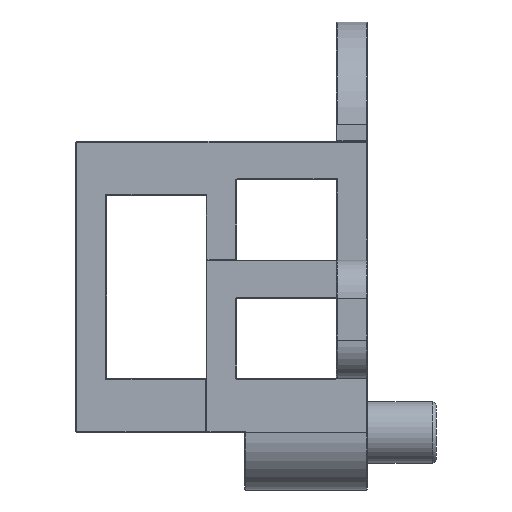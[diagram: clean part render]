
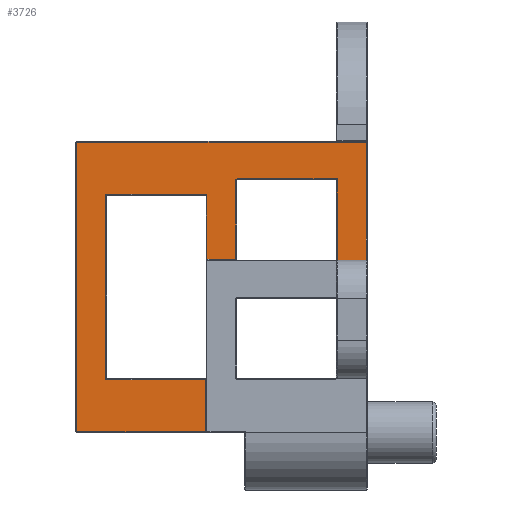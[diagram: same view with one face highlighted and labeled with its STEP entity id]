
A CAD part, left-side view. The second image highlights one B-rep face of the part: STEP entity #3726.
In plain terms, the highlighted planar face has unit normal (-1, 0, 0).
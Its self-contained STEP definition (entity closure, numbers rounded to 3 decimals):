
#82 = VECTOR ( 'NONE', #4790, 1000. ) ;
#118 = ORIENTED_EDGE ( 'NONE', *, *, #7259, .T. ) ;
#315 = ORIENTED_EDGE ( 'NONE', *, *, #8327, .T. ) ;
#471 = CIRCLE ( 'NONE', #8548, 0.2 ) ;
#643 = DIRECTION ( 'NONE',  ( 0., 0., 1. ) ) ;
#747 = CARTESIAN_POINT ( 'NONE',  ( -3.058, 15., -62.064 ) ) ;
#931 = ORIENTED_EDGE ( 'NONE', *, *, #7698, .F. ) ;
#1100 = EDGE_CURVE ( 'NONE', #4008, #6808, #10682, .T. ) ;
#1131 = CARTESIAN_POINT ( 'NONE',  ( -3.058, 15., -55.264 ) ) ;
#1324 = ORIENTED_EDGE ( 'NONE', *, *, #10242, .T. ) ;
#1394 = VECTOR ( 'NONE', #7938, 1000. ) ;
#1460 = CARTESIAN_POINT ( 'NONE',  ( -3.058, 15., -29.064 ) ) ;
#1504 = DIRECTION ( 'NONE',  ( 0., -1., 0. ) ) ;
#1550 = ORIENTED_EDGE ( 'NONE', *, *, #9352, .T. ) ;
#1579 = VECTOR ( 'NONE', #12288, 1000. ) ;
#1730 = DIRECTION ( 'NONE',  ( -1., 0., 0. ) ) ;
#1742 = EDGE_CURVE ( 'NONE', #6604, #7570, #7961, .T. ) ;
#1805 = VECTOR ( 'NONE', #8599, 1000. ) ;
#2013 = CARTESIAN_POINT ( 'NONE',  ( -3.058, 31.9, -62.064 ) ) ;
#2039 = VERTEX_POINT ( 'NONE', #6272 ) ;
#2152 = LINE ( 'NONE', #4000, #12076 ) ;
#2358 = VECTOR ( 'NONE', #4283, 1000. ) ;
#2365 = CARTESIAN_POINT ( 'NONE',  ( -3.058, -2.1, -29.064 ) ) ;
#2424 = CARTESIAN_POINT ( 'NONE',  ( -3.058, 11.136, -29.264 ) ) ;
#2466 = VECTOR ( 'NONE', #5771, 1000. ) ;
#2533 = EDGE_CURVE ( 'NONE', #6243, #8360, #11371, .T. ) ;
#2546 = VERTEX_POINT ( 'NONE', #3653 ) ;
#2856 = EDGE_CURVE ( 'NONE', #2039, #9958, #12099, .T. ) ;
#2874 = CARTESIAN_POINT ( 'NONE',  ( -3.058, 14.9, -39.564 ) ) ;
#2945 = DIRECTION ( 'NONE',  ( -1., 0., 0. ) ) ;
#2970 = VERTEX_POINT ( 'NONE', #3942 ) ;
#2979 = DIRECTION ( 'NONE',  ( 0., -1., 0. ) ) ;
#3116 = VECTOR ( 'NONE', #5040, 1000. ) ;
#3130 = VERTEX_POINT ( 'NONE', #9739 ) ;
#3266 = EDGE_CURVE ( 'NONE', #2970, #4008, #6955, .T. ) ;
#3408 = CARTESIAN_POINT ( 'NONE',  ( -3.058, 31.9, -62.164 ) ) ;
#3516 = EDGE_CURVE ( 'NONE', #2546, #4088, #2152, .T. ) ;
#3598 = AXIS2_PLACEMENT_3D ( 'NONE', #9307, #9487, #11331 ) ;
#3653 = CARTESIAN_POINT ( 'NONE',  ( -3.058, 28.1, -31.064 ) ) ;
#3726 = ADVANCED_FACE ( 'NONE', ( #7418 ), #10443, .F. ) ;
#3832 = VERTEX_POINT ( 'NONE', #9546 ) ;
#3866 = CARTESIAN_POINT ( 'NONE',  ( -3.058, 28.1, -55.264 ) ) ;
#3942 = CARTESIAN_POINT ( 'NONE',  ( -3.058, 14.9, -31.264 ) ) ;
#3953 = EDGE_CURVE ( 'NONE', #3832, #3130, #5422, .T. ) ;
#4000 = CARTESIAN_POINT ( 'NONE',  ( -3.058, 15., -31.064 ) ) ;
#4008 = VERTEX_POINT ( 'NONE', #2874 ) ;
#4078 = CARTESIAN_POINT ( 'NONE',  ( -3.058, 15.1, -31.064 ) ) ;
#4088 = VERTEX_POINT ( 'NONE', #4078 ) ;
#4283 = DIRECTION ( 'NONE',  ( 0., 0., 1. ) ) ;
#4316 = EDGE_CURVE ( 'NONE', #7570, #3832, #9440, .T. ) ;
#4425 = AXIS2_PLACEMENT_3D ( 'NONE', #6677, #1730, #7754 ) ;
#4476 = EDGE_LOOP ( 'NONE', ( #5642, #8025, #10518, #9792, #1550, #8182, #10193, #118, #8189, #315, #9830, #931, #5527, #6055, #1324, #9689 ) ) ;
#4633 = LINE ( 'NONE', #12471, #2466 ) ;
#4639 = EDGE_CURVE ( 'NONE', #2039, #6604, #10138, .T. ) ;
#4790 = DIRECTION ( 'NONE',  ( 0., 0.001, -1. ) ) ;
#4822 = CARTESIAN_POINT ( 'NONE',  ( -3.058, 15.1, -62.064 ) ) ;
#4973 = CARTESIAN_POINT ( 'NONE',  ( -3.058, -2.067, -55.186 ) ) ;
#5040 = DIRECTION ( 'NONE',  ( 0., -1., 0. ) ) ;
#5349 = CARTESIAN_POINT ( 'NONE',  ( -3.058, 11.136, -39.564 ) ) ;
#5422 = LINE ( 'NONE', #12189, #2358 ) ;
#5449 = LINE ( 'NONE', #9301, #8354 ) ;
#5527 = ORIENTED_EDGE ( 'NONE', *, *, #3266, .T. ) ;
#5560 = LINE ( 'NONE', #9224, #7854 ) ;
#5642 = ORIENTED_EDGE ( 'NONE', *, *, #4639, .T. ) ;
#5771 = DIRECTION ( 'NONE',  ( 0., 0., 1. ) ) ;
#6055 = ORIENTED_EDGE ( 'NONE', *, *, #1100, .T. ) ;
#6095 = LINE ( 'NONE', #7999, #1394 ) ;
#6183 = DIRECTION ( 'NONE',  ( 0., 0., -1. ) ) ;
#6243 = VERTEX_POINT ( 'NONE', #2013 ) ;
#6272 = CARTESIAN_POINT ( 'NONE',  ( -3.058, 10.936, -29.064 ) ) ;
#6604 = VERTEX_POINT ( 'NONE', #2365 ) ;
#6673 = CARTESIAN_POINT ( 'NONE',  ( -3.058, -1.987, -39.664 ) ) ;
#6677 = CARTESIAN_POINT ( 'NONE',  ( -3.058, 10.936, -29.264 ) ) ;
#6808 = VERTEX_POINT ( 'NONE', #5349 ) ;
#6955 = LINE ( 'NONE', #10814, #1805 ) ;
#7259 = EDGE_CURVE ( 'NONE', #8360, #12008, #5449, .T. ) ;
#7418 = FACE_OUTER_BOUND ( 'NONE', #4476, .T. ) ;
#7419 = DIRECTION ( 'NONE',  ( 0., -1., 0. ) ) ;
#7570 = VERTEX_POINT ( 'NONE', #8833 ) ;
#7648 = VECTOR ( 'NONE', #7419, 1000. ) ;
#7698 = EDGE_CURVE ( 'NONE', #2970, #4088, #471, .T. ) ;
#7754 = DIRECTION ( 'NONE',  ( 0., 0., -1. ) ) ;
#7845 = CARTESIAN_POINT ( 'NONE',  ( -3.058, 15.1, -55.264 ) ) ;
#7854 = VECTOR ( 'NONE', #11195, 1000. ) ;
#7938 = DIRECTION ( 'NONE',  ( 0., 0., 1. ) ) ;
#7961 = LINE ( 'NONE', #4973, #82 ) ;
#7999 = CARTESIAN_POINT ( 'NONE',  ( -3.058, 11.136, -55.164 ) ) ;
#8025 = ORIENTED_EDGE ( 'NONE', *, *, #1742, .T. ) ;
#8182 = ORIENTED_EDGE ( 'NONE', *, *, #9177, .T. ) ;
#8189 = ORIENTED_EDGE ( 'NONE', *, *, #12016, .T. ) ;
#8223 = LINE ( 'NONE', #3408, #9241 ) ;
#8327 = EDGE_CURVE ( 'NONE', #10521, #2546, #4633, .T. ) ;
#8354 = VECTOR ( 'NONE', #643, 1000. ) ;
#8360 = VERTEX_POINT ( 'NONE', #4822 ) ;
#8548 = AXIS2_PLACEMENT_3D ( 'NONE', #11620, #2945, #6183 ) ;
#8599 = DIRECTION ( 'NONE',  ( 0., 0., -1. ) ) ;
#8833 = CARTESIAN_POINT ( 'NONE',  ( -3.058, -2.087, -39.664 ) ) ;
#8842 = DIRECTION ( 'NONE',  ( 0., 1., 0. ) ) ;
#9146 = CARTESIAN_POINT ( 'NONE',  ( -3.058, 31.9, -24.264 ) ) ;
#9177 = EDGE_CURVE ( 'NONE', #12042, #6243, #8223, .T. ) ;
#9224 = CARTESIAN_POINT ( 'NONE',  ( -3.058, 15., -24.264 ) ) ;
#9241 = VECTOR ( 'NONE', #12071, 1000. ) ;
#9301 = CARTESIAN_POINT ( 'NONE',  ( -3.058, 15.1, -55.164 ) ) ;
#9307 = CARTESIAN_POINT ( 'NONE',  ( -3.058, 15., -55.164 ) ) ;
#9352 = EDGE_CURVE ( 'NONE', #3130, #12042, #5560, .T. ) ;
#9440 = LINE ( 'NONE', #6673, #1579 ) ;
#9487 = DIRECTION ( 'NONE',  ( 1., 0., 0. ) ) ;
#9546 = CARTESIAN_POINT ( 'NONE',  ( -3.058, -5.9, -39.664 ) ) ;
#9689 = ORIENTED_EDGE ( 'NONE', *, *, #2856, .F. ) ;
#9739 = CARTESIAN_POINT ( 'NONE',  ( -3.058, -5.9, -24.264 ) ) ;
#9792 = ORIENTED_EDGE ( 'NONE', *, *, #3953, .T. ) ;
#9830 = ORIENTED_EDGE ( 'NONE', *, *, #3516, .T. ) ;
#9958 = VERTEX_POINT ( 'NONE', #2424 ) ;
#10138 = LINE ( 'NONE', #1460, #7648 ) ;
#10193 = ORIENTED_EDGE ( 'NONE', *, *, #2533, .T. ) ;
#10242 = EDGE_CURVE ( 'NONE', #6808, #9958, #6095, .T. ) ;
#10443 = PLANE ( 'NONE',  #3598 ) ;
#10518 = ORIENTED_EDGE ( 'NONE', *, *, #4316, .T. ) ;
#10521 = VERTEX_POINT ( 'NONE', #3866 ) ;
#10682 = LINE ( 'NONE', #11678, #3116 ) ;
#10751 = LINE ( 'NONE', #1131, #12441 ) ;
#10814 = CARTESIAN_POINT ( 'NONE',  ( -3.058, 14.9, -55.164 ) ) ;
#11195 = DIRECTION ( 'NONE',  ( 0., 1., 0. ) ) ;
#11331 = DIRECTION ( 'NONE',  ( 0., 0., -1. ) ) ;
#11371 = LINE ( 'NONE', #747, #12400 ) ;
#11620 = CARTESIAN_POINT ( 'NONE',  ( -3.058, 15.1, -31.264 ) ) ;
#11678 = CARTESIAN_POINT ( 'NONE',  ( -3.058, 11.036, -39.564 ) ) ;
#12008 = VERTEX_POINT ( 'NONE', #7845 ) ;
#12016 = EDGE_CURVE ( 'NONE', #12008, #10521, #10751, .T. ) ;
#12042 = VERTEX_POINT ( 'NONE', #9146 ) ;
#12071 = DIRECTION ( 'NONE',  ( 0., 0., -1. ) ) ;
#12076 = VECTOR ( 'NONE', #2979, 1000. ) ;
#12099 = CIRCLE ( 'NONE', #4425, 0.2 ) ;
#12189 = CARTESIAN_POINT ( 'NONE',  ( -3.058, -5.9, -55.164 ) ) ;
#12288 = DIRECTION ( 'NONE',  ( 0., -1., 0. ) ) ;
#12400 = VECTOR ( 'NONE', #1504, 1000. ) ;
#12441 = VECTOR ( 'NONE', #8842, 1000. ) ;
#12471 = CARTESIAN_POINT ( 'NONE',  ( -3.058, 28.1, -55.164 ) ) ;
